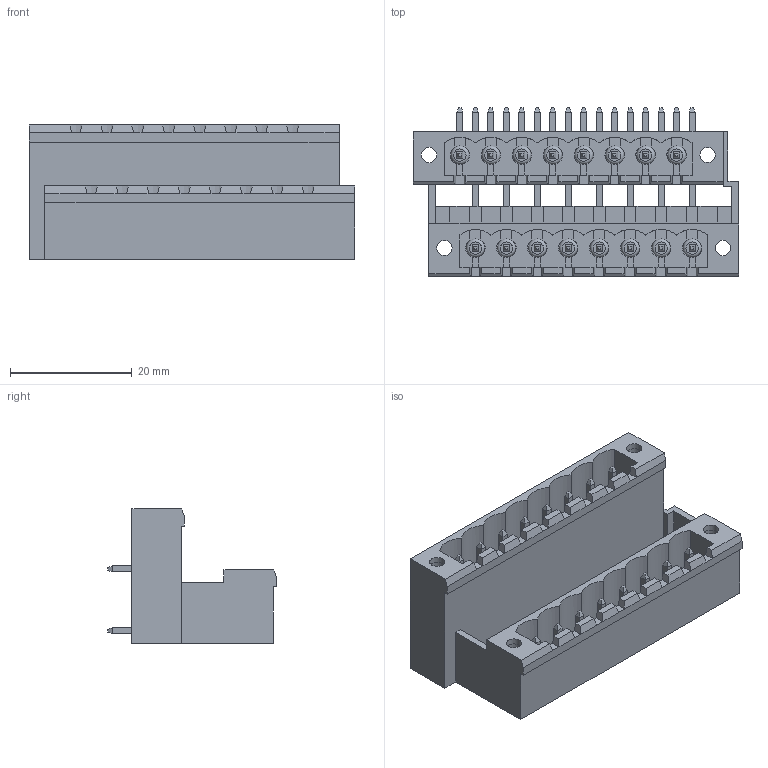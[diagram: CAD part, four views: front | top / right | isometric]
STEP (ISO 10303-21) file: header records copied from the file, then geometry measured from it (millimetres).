
FILE_DESCRIPTION( ( 'Unknown' ), '1' );
FILE_NAME( '691320510016.stp', 'Unknown', ( 'Unknown' ), ( 'Unknown' ), 'PSStep 15.0.49', 'Unknown', ' ' );
FILE_SCHEMA( ( 'AUTOMOTIVE_DESIGN { 1 0 10303 214 1 1 1 1 }' ) );
Length unit declared in the file: millimetre
Products named in the file (5): Assem1; 6913205100xx_PIN Courte; 6913205100xx_PIN Longue; 6913205100xx_INSERT; 691336500016
Assembly tree (21 placements, depth 2):
  Assem1
    6913205100xx_PIN Courte  x8
    6913205100xx_PIN Longue  x8
    6913205100xx_INSERT  x4
    691336500016
Bounding box: 53.34 x 27.7 x 22 mm (x, y, z)
Volume: 7587.3 mm3; surface area: 15270.9 mm2
Topology: 21 solids, 21 shells, 975 faces, 2629 edges, 1697 vertices
Faces by surface type: plane 859, cylinder 92, torus 24
Full cylindrical faces by diameter (mm): 1.45 x4, 2.5 x8, 2.997 x8, 3 x8
Entity records: 28613 total; most frequent: CARTESIAN_POINT 4276, ORIENTED_EDGE 3950, DIRECTION 3615, EDGE_CURVE 1975, LINE 1763, VECTOR 1763, VERTEX_POINT 1323, AXIS2_PLACEMENT_3D 926
